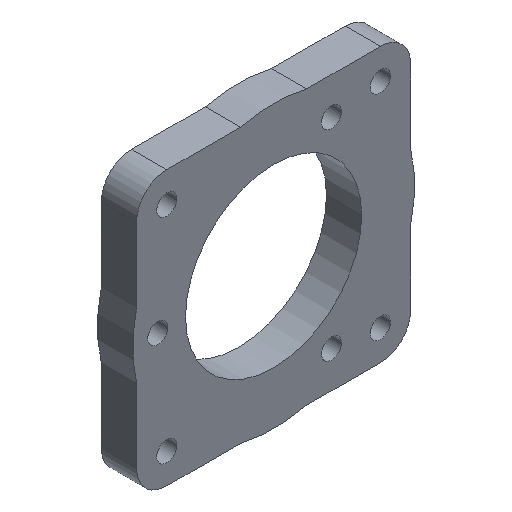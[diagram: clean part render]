
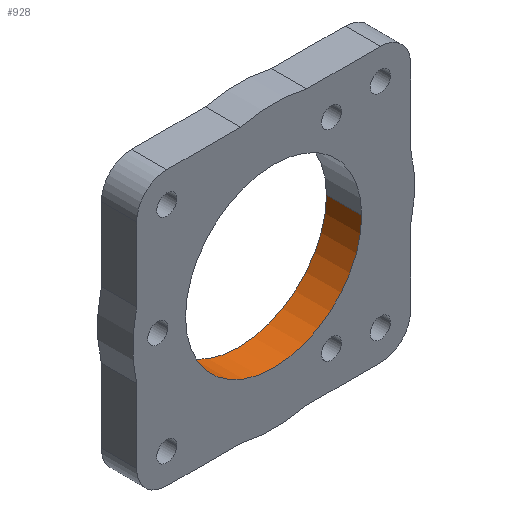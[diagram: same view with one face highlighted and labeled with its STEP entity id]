
A CAD part, isometric view. The second image highlights one B-rep face of the part: STEP entity #928.
In plain terms, the highlighted cylindrical face has radius 17.5 mm (diameter 35 mm), a partial arc.
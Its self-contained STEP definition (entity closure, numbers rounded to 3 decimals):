
#6=CARTESIAN_POINT('',(0.,0.,0.));
#7=DIRECTION('',(0.,-1.,0.));
#8=DIRECTION('',(-1.,0.,0.));
#9=AXIS2_PLACEMENT_3D('',#6,#7,#8);
#153=DIRECTION('',(0.,1.,0.));
#154=VECTOR('',#153,7.);
#155=CARTESIAN_POINT('',(-17.5,0.,0.));
#156=LINE('',#155,#154);
#157=DIRECTION('',(0.,-1.,0.));
#158=VECTOR('',#157,7.);
#159=CARTESIAN_POINT('',(17.5,7.,0.));
#160=LINE('',#159,#158);
#236=CARTESIAN_POINT('',(0.,7.,0.));
#237=DIRECTION('',(0.,-1.,0.));
#238=DIRECTION('',(-1.,0.,0.));
#239=AXIS2_PLACEMENT_3D('',#236,#237,#238);
#629=CARTESIAN_POINT('',(17.5,0.,0.));
#630=CARTESIAN_POINT('',(-17.5,0.,0.));
#631=VERTEX_POINT('',#629);
#632=VERTEX_POINT('',#630);
#809=CARTESIAN_POINT('',(17.5,7.,0.));
#810=CARTESIAN_POINT('',(-17.5,7.,0.));
#811=VERTEX_POINT('',#809);
#812=VERTEX_POINT('',#810);
#916=CARTESIAN_POINT('',(0.,0.,0.));
#917=DIRECTION('',(0.,1.,0.));
#918=DIRECTION('',(1.,0.,0.));
#919=AXIS2_PLACEMENT_3D('',#916,#917,#918);
#920=CYLINDRICAL_SURFACE('',#919,17.5);
#921=ORIENTED_EDGE('',*,*,#910,.T.);
#923=ORIENTED_EDGE('',*,*,#922,.T.);
#924=ORIENTED_EDGE('',*,*,#906,.T.);
#925=ORIENTED_EDGE('',*,*,#878,.F.);
#926=EDGE_LOOP('',(#921,#923,#924,#925));
#927=FACE_OUTER_BOUND('',#926,.F.);
#928=ADVANCED_FACE('',(#927),#920,.F.);
#10=CIRCLE('',#9,17.5);
#240=CIRCLE('',#239,17.5);
#878=EDGE_CURVE('',#632,#631,#10,.T.);
#906=EDGE_CURVE('',#811,#631,#160,.T.);
#910=EDGE_CURVE('',#632,#812,#156,.T.);
#922=EDGE_CURVE('',#812,#811,#240,.T.);
